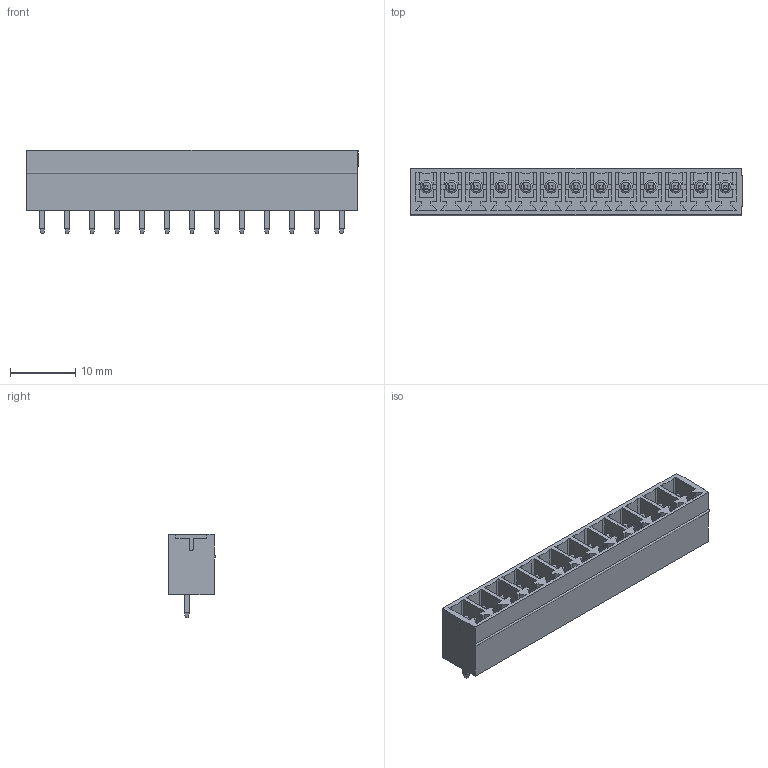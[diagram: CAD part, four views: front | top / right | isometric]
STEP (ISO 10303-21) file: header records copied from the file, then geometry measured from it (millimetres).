
FILE_DESCRIPTION( ( 'Unknown' ), '1' );
FILE_NAME( '691321300013.stp', 'Unknown', ( 'Unknown' ), ( 'Unknown' ), 'PSStep 14.0', 'Unknown', ' ' );
FILE_SCHEMA( ( 'AUTOMOTIVE_DESIGN { 1 0 10303 214 1 1 1 1 }' ) );
Length unit declared in the file: millimetre
Products named in the file (3): Assem1; 6913213000xx_PIN; 691321300013
Assembly tree (14 placements, depth 2):
  Assem1
    6913213000xx_PIN  x13
    691321300013
Bounding box: 50.72 x 7.2 x 12.7 mm (x, y, z)
Volume: 1631.5 mm3; surface area: 4839.1 mm2
Topology: 14 solids, 14 shells, 765 faces, 2042 edges, 1318 vertices
Faces by surface type: plane 710, cylinder 42, torus 13
Full cylindrical faces by diameter (mm): 1.9 x13
Entity records: 23836 total; most frequent: CARTESIAN_POINT 3392, ORIENTED_EDGE 3334, DIRECTION 2988, EDGE_CURVE 1667, LINE 1570, VECTOR 1570, VERTEX_POINT 1113, AXIS2_PLACEMENT_3D 709
